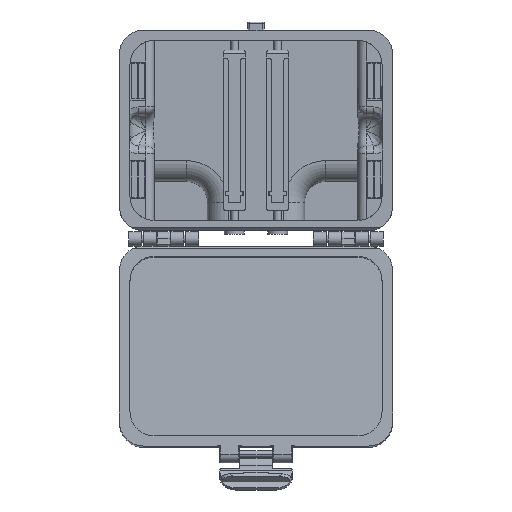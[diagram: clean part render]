
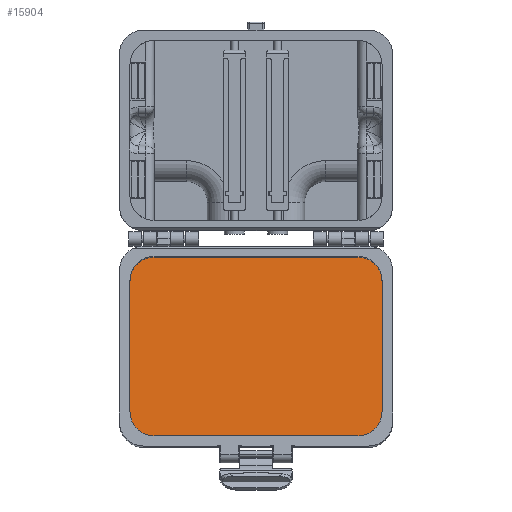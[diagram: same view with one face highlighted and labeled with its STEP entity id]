
A CAD part, top view. The second image highlights one B-rep face of the part: STEP entity #15904.
In plain terms, the highlighted face is planar.
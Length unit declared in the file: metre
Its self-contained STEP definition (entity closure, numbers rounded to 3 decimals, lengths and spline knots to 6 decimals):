
#152=CIRCLE('',#17142,0.015);
#153=CIRCLE('',#17145,0.015);
#154=CIRCLE('',#17148,0.015);
#155=CIRCLE('',#17151,0.015);
#793=PLANE('',#17154);
#1482=LINE('',#24029,#2780);
#1485=LINE('',#24037,#2783);
#1488=LINE('',#24045,#2786);
#1490=LINE('',#24051,#2788);
#2780=VECTOR('',#18723,1.);
#2783=VECTOR('',#18732,1.);
#2786=VECTOR('',#18741,1.);
#2788=VECTOR('',#18749,1.);
#5203=ORIENTED_EDGE('',*,*,#9295,.F.);
#5204=ORIENTED_EDGE('',*,*,#9298,.F.);
#5205=ORIENTED_EDGE('',*,*,#9300,.F.);
#5206=ORIENTED_EDGE('',*,*,#9302,.T.);
#5207=ORIENTED_EDGE('',*,*,#9304,.F.);
#5208=ORIENTED_EDGE('',*,*,#9306,.T.);
#5209=ORIENTED_EDGE('',*,*,#9308,.F.);
#5210=ORIENTED_EDGE('',*,*,#9309,.F.);
#9295=EDGE_CURVE('',#11468,#11469,#152,.T.);
#9298=EDGE_CURVE('',#11470,#11468,#1482,.T.);
#9300=EDGE_CURVE('',#11471,#11470,#153,.T.);
#9302=EDGE_CURVE('',#11471,#11472,#1485,.T.);
#9304=EDGE_CURVE('',#11473,#11472,#154,.T.);
#9306=EDGE_CURVE('',#11473,#11474,#1488,.T.);
#9308=EDGE_CURVE('',#11475,#11474,#155,.T.);
#9309=EDGE_CURVE('',#11469,#11475,#1490,.T.);
#11468=VERTEX_POINT('',#24022);
#11469=VERTEX_POINT('',#24024);
#11470=VERTEX_POINT('',#24028);
#11471=VERTEX_POINT('',#24032);
#11472=VERTEX_POINT('',#24036);
#11473=VERTEX_POINT('',#24040);
#11474=VERTEX_POINT('',#24044);
#11475=VERTEX_POINT('',#24048);
#13483=EDGE_LOOP('',(#5203,#5204,#5205,#5206,#5207,#5208,#5209,#5210));
#14534=FACE_BOUND('',#13483,.T.);
#15904=ADVANCED_FACE('',(#14534),#793,.F.);
#17142=AXIS2_PLACEMENT_3D('',#24023,#18717,#18718);
#17145=AXIS2_PLACEMENT_3D('',#24033,#18727,#18728);
#17148=AXIS2_PLACEMENT_3D('',#24041,#18736,#18737);
#17151=AXIS2_PLACEMENT_3D('',#24049,#18745,#18746);
#17154=AXIS2_PLACEMENT_3D('',#24064,#18759,#18760);
#18717=DIRECTION('',(0.,0.,1.));
#18718=DIRECTION('',(1.,0.,0.));
#18723=DIRECTION('',(-1.,0.,0.));
#18727=DIRECTION('',(0.,0.,1.));
#18728=DIRECTION('',(1.,0.,0.));
#18732=DIRECTION('',(0.,-1.,0.));
#18736=DIRECTION('',(0.,0.,1.));
#18737=DIRECTION('',(1.,0.,0.));
#18741=DIRECTION('',(-1.,0.,0.));
#18745=DIRECTION('',(0.,0.,1.));
#18746=DIRECTION('',(1.,0.,0.));
#18749=DIRECTION('',(0.,-1.,0.));
#18759=DIRECTION('',(0.,0.,1.));
#18760=DIRECTION('',(1.,0.,0.));
#24022=CARTESIAN_POINT('',(-0.0635,0.056,0.005));
#24023=CARTESIAN_POINT('',(-0.0635,0.041,0.005));
#24024=CARTESIAN_POINT('',(-0.0785,0.041,0.005));
#24028=CARTESIAN_POINT('',(0.0635,0.056,0.005));
#24029=CARTESIAN_POINT('',(0.,0.056,0.005));
#24032=CARTESIAN_POINT('',(0.0785,0.041,0.005));
#24033=CARTESIAN_POINT('',(0.0635,0.041,0.005));
#24036=CARTESIAN_POINT('',(0.0785,-0.041,0.005));
#24037=CARTESIAN_POINT('',(0.0785,0.,0.005));
#24040=CARTESIAN_POINT('',(0.0635,-0.056,0.005));
#24041=CARTESIAN_POINT('',(0.0635,-0.041,0.005));
#24044=CARTESIAN_POINT('',(-0.0635,-0.056,0.005));
#24045=CARTESIAN_POINT('',(0.,-0.056,0.005));
#24048=CARTESIAN_POINT('',(-0.0785,-0.041,0.005));
#24049=CARTESIAN_POINT('',(-0.0635,-0.041,0.005));
#24051=CARTESIAN_POINT('',(-0.0785,0.,0.005));
#24064=CARTESIAN_POINT('',(0.,0.,0.005));
